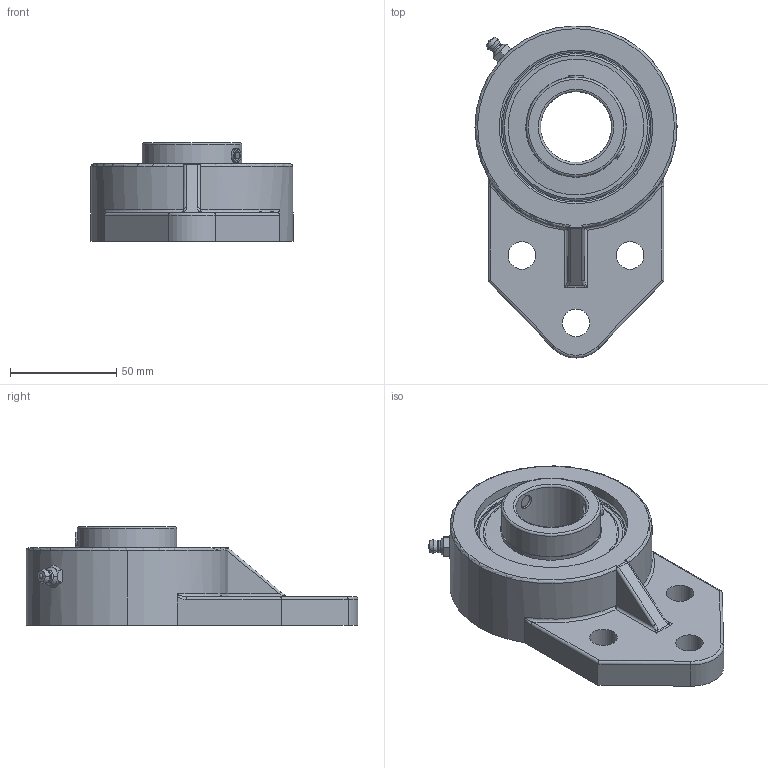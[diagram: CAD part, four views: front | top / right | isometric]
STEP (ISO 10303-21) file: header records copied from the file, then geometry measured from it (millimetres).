
FILE_DESCRIPTION(('HOOPS Exchange Step'),'2;1');
FILE_NAME('export-3353DE71-FEB7-49D5-A307-F28F5B9496D8.stp','2019-12-12T16:39:41+16:00',('ibuslach'),('Alibre'),'HOOPS Exchange 2019.2','Alibre','Unknown authorisation');
FILE_SCHEMA( ('AP242_MANAGED_MODEL_BASED_3D_ENGINEERING_MIM_LF {1 0 10303 442 1 1 4 }') );
Length unit declared in the file: centimetre
Products named in the file (7): MRN SFB 207; UCP ZERK 6mm; SUC 207-21 RACES; SUC 207 SHIELD; SUC 207 SS; MRN SUC 207-21; MRN SUCFB 207-21
Assembly tree (8 placements, depth 3):
  MRN SUCFB 207-21
    MRN SFB 207
    UCP ZERK 6mm
    MRN SUC 207-21
      SUC 207-21 RACES
      SUC 207 SHIELD  x2
      SUC 207 SS  x2
Bounding box: 95 x 156 x 46.4 mm (x, y, z)
Volume: 214472.2 mm3; surface area: 67723.6 mm2
Topology: 8 solids, 8 shells, 165 faces, 428 edges, 274 vertices
Faces by surface type: plane 54, cylinder 53, torus 21, cone 18, bspline 10, sphere 9
Full cylindrical faces by diameter (mm): 1.505 x2, 6 x2, 6.782 x4, 13 x3, 33.338 x1, 46.736 x4, 47.244 x2, 62.23 x2, 63.805 x2, 72.166 x1, 76.166 x1
Entity records: 8516 total; most frequent: CARTESIAN_POINT 4699, DIRECTION 799, ORIENTED_EDGE 750, EDGE_CURVE 375, AXIS2_PLACEMENT_3D 336, VERTEX_POINT 243, EDGE_LOOP 174, FACE_BOUND 174
